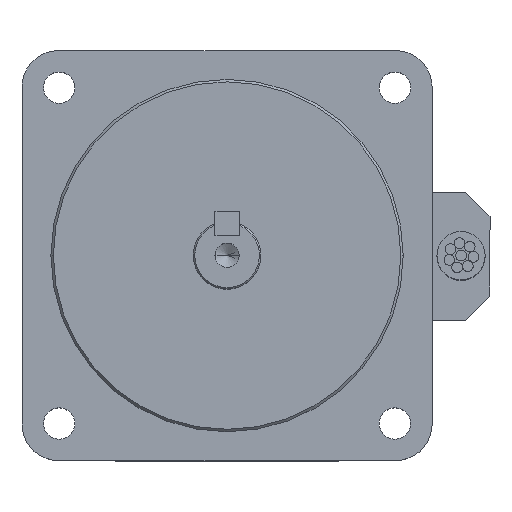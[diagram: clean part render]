
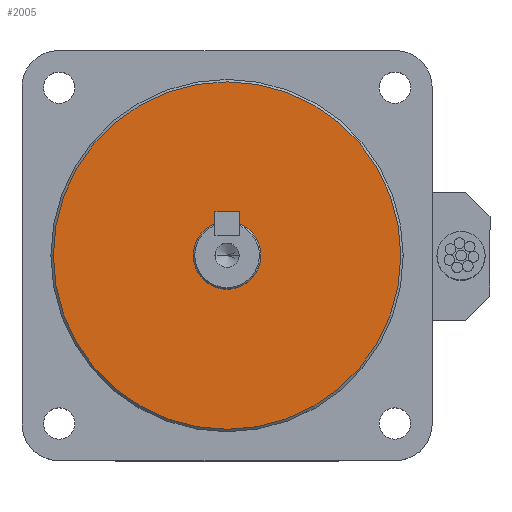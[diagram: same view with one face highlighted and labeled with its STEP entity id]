
A CAD part, top view. The second image highlights one B-rep face of the part: STEP entity #2005.
In plain terms, the highlighted planar face has unit normal (0, 0, 1).
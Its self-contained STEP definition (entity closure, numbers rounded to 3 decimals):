
#5 = EDGE_CURVE ( 'NONE', #2098, #3204, #1668, .T. ) ;
#121 = EDGE_CURVE ( 'NONE', #1410, #2845, #1191, .T. ) ;
#123 = DIRECTION ( 'NONE',  ( 1., 0., 0. ) ) ;
#226 = DIRECTION ( 'NONE',  ( 1., 0., 0. ) ) ;
#509 = DIRECTION ( 'NONE',  ( 0., 0., 1. ) ) ;
#634 = ORIENTED_EDGE ( 'NONE', *, *, #5, .T. ) ;
#738 = DIRECTION ( 'NONE',  ( 1., 0., 0. ) ) ;
#959 = PLANE ( 'NONE',  #2308 ) ;
#995 = DIRECTION ( 'NONE',  ( 0., 0., -1. ) ) ;
#1112 = CARTESIAN_POINT ( 'NONE',  ( 0., 0., 98. ) ) ;
#1191 = CIRCLE ( 'NONE', #2596, 7. ) ;
#1221 = CARTESIAN_POINT ( 'NONE',  ( -7., 0., 98. ) ) ;
#1258 = EDGE_LOOP ( 'NONE', ( #634, #1940 ) ) ;
#1410 = VERTEX_POINT ( 'NONE', #2370 ) ;
#1456 = DIRECTION ( 'NONE',  ( 1., 0., 0. ) ) ;
#1592 = CIRCLE ( 'NONE', #2074, 7. ) ;
#1640 = DIRECTION ( 'NONE',  ( 0., 0., 1. ) ) ;
#1668 = CIRCLE ( 'NONE', #1735, 36.013 ) ;
#1669 = DIRECTION ( 'NONE',  ( 0., 0., 1. ) ) ;
#1735 = AXIS2_PLACEMENT_3D ( 'NONE', #2282, #1640, #226 ) ;
#1758 = ORIENTED_EDGE ( 'NONE', *, *, #121, .T. ) ;
#1940 = ORIENTED_EDGE ( 'NONE', *, *, #3269, .T. ) ;
#2005 = ADVANCED_FACE ( 'NONE', ( #3147, #2393 ), #959, .T. ) ;
#2074 = AXIS2_PLACEMENT_3D ( 'NONE', #3244, #995, #738 ) ;
#2098 = VERTEX_POINT ( 'NONE', #2230 ) ;
#2230 = CARTESIAN_POINT ( 'NONE',  ( -36.013, 0., 98. ) ) ;
#2235 = EDGE_CURVE ( 'NONE', #2845, #1410, #1592, .T. ) ;
#2282 = CARTESIAN_POINT ( 'NONE',  ( 0., 0., 98. ) ) ;
#2308 = AXIS2_PLACEMENT_3D ( 'NONE', #1112, #509, #1456 ) ;
#2370 = CARTESIAN_POINT ( 'NONE',  ( 7., 0., 98. ) ) ;
#2393 = FACE_OUTER_BOUND ( 'NONE', #1258, .T. ) ;
#2596 = AXIS2_PLACEMENT_3D ( 'NONE', #3045, #3221, #2920 ) ;
#2845 = VERTEX_POINT ( 'NONE', #1221 ) ;
#2887 = EDGE_LOOP ( 'NONE', ( #3144, #1758 ) ) ;
#2920 = DIRECTION ( 'NONE',  ( 1., 0., 0. ) ) ;
#2968 = CIRCLE ( 'NONE', #3050, 36.013 ) ;
#3045 = CARTESIAN_POINT ( 'NONE',  ( 0., 0., 98. ) ) ;
#3050 = AXIS2_PLACEMENT_3D ( 'NONE', #3189, #1669, #123 ) ;
#3144 = ORIENTED_EDGE ( 'NONE', *, *, #2235, .T. ) ;
#3147 = FACE_BOUND ( 'NONE', #2887, .T. ) ;
#3154 = CARTESIAN_POINT ( 'NONE',  ( 36.013, 0., 98. ) ) ;
#3189 = CARTESIAN_POINT ( 'NONE',  ( 0., 0., 98. ) ) ;
#3204 = VERTEX_POINT ( 'NONE', #3154 ) ;
#3221 = DIRECTION ( 'NONE',  ( 0., 0., -1. ) ) ;
#3244 = CARTESIAN_POINT ( 'NONE',  ( 0., 0., 98. ) ) ;
#3269 = EDGE_CURVE ( 'NONE', #3204, #2098, #2968, .T. ) ;
